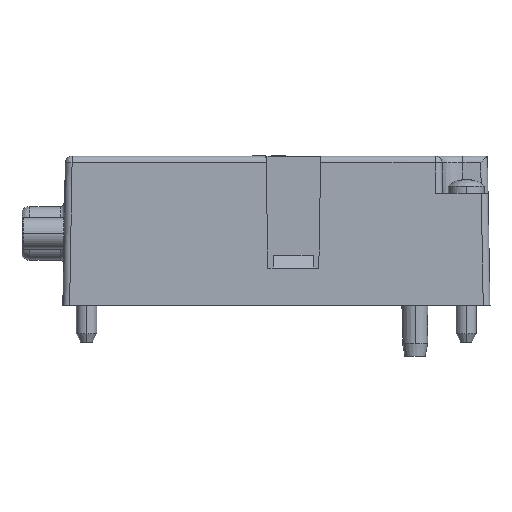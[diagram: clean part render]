
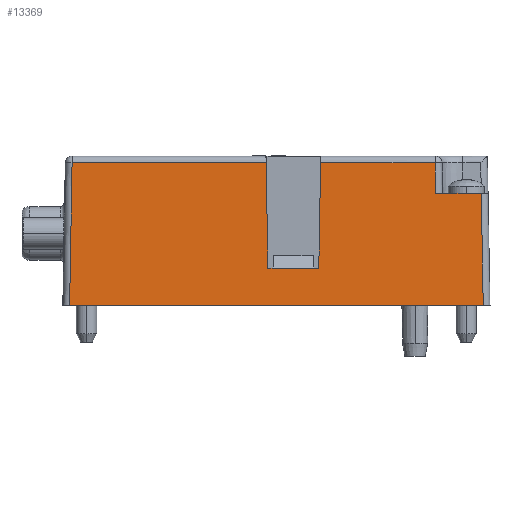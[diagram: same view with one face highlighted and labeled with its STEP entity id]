
A CAD part, left-side view. The second image highlights one B-rep face of the part: STEP entity #13369.
In plain terms, the highlighted planar face has unit normal (-1, 0, 0.018).
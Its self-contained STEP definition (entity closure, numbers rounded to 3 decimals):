
#13369=ADVANCED_FACE('',(#20932),#20933,.T.);
#20932=FACE_OUTER_BOUND('',#27454,.T.);
#20933=PLANE('',#27455);
#27454=EDGE_LOOP('',(#40267,#40268,#40269,#40270,#40271,#40272,#40273,#40274,#40275,#40276));
#27455=AXIS2_PLACEMENT_3D('',#40277,#40278,#40279);
#40267=ORIENTED_EDGE('',*,*,#51728,.F.);
#40268=ORIENTED_EDGE('',*,*,#51716,.T.);
#40269=ORIENTED_EDGE('',*,*,#51863,.T.);
#40270=ORIENTED_EDGE('',*,*,#51695,.F.);
#40271=ORIENTED_EDGE('',*,*,#51739,.T.);
#40272=ORIENTED_EDGE('',*,*,#51733,.T.);
#40273=ORIENTED_EDGE('',*,*,#51724,.F.);
#40274=ORIENTED_EDGE('',*,*,#51864,.T.);
#40275=ORIENTED_EDGE('',*,*,#51865,.F.);
#40276=ORIENTED_EDGE('',*,*,#51860,.F.);
#40277=CARTESIAN_POINT('',(0.0,64.3,7.5));
#40278=DIRECTION('',(-1.,0.0,0.017));
#40279=DIRECTION('',(-0.017,0.0,-1.));
#51695=EDGE_CURVE('',#59626,#59628,#59629,.T.);
#51716=EDGE_CURVE('',#59658,#59659,#59660,.T.);
#51724=EDGE_CURVE('',#59670,#59671,#59672,.T.);
#51728=EDGE_CURVE('',#59658,#59676,#59677,.T.);
#51733=EDGE_CURVE('',#59682,#59671,#59683,.T.);
#51739=EDGE_CURVE('',#59626,#59682,#59690,.T.);
#51860=EDGE_CURVE('',#59676,#59845,#59846,.T.);
#51863=EDGE_CURVE('',#59659,#59628,#59849,.T.);
#51864=EDGE_CURVE('',#59670,#59850,#59851,.T.);
#51865=EDGE_CURVE('',#59845,#59850,#59852,.T.);
#59626=VERTEX_POINT('',#71107);
#59628=VERTEX_POINT('',#71109);
#59629=LINE('',#71110,#71111);
#59658=VERTEX_POINT('',#71148);
#59659=VERTEX_POINT('',#71149);
#59660=LINE('',#71150,#71151);
#59670=VERTEX_POINT('',#71162);
#59671=VERTEX_POINT('',#71163);
#59672=LINE('',#71164,#71165);
#59676=VERTEX_POINT('',#71169);
#59677=LINE('',#71170,#71171);
#59682=VERTEX_POINT('',#71176);
#59683=LINE('',#71177,#71178);
#59690=LINE('',#71186,#71187);
#59845=VERTEX_POINT('',#71408);
#59846=LINE('',#71409,#71410);
#59849=LINE('',#71414,#71415);
#59850=VERTEX_POINT('',#71416);
#59851=LINE('',#71417,#71418);
#59852=LINE('',#71419,#71420);
#71107=CARTESIAN_POINT('',(0.288,1.288,24.0));
#71109=CARTESIAN_POINT('',(0.,1.,7.5));
#71110=CARTESIAN_POINT('',(0.288,1.288,24.0));
#71111=VECTOR('',#82020,1.0);
#71148=CARTESIAN_POINT('',(0.367,61.633,28.517));
#71149=CARTESIAN_POINT('',(0.,62.,7.5));
#71150=CARTESIAN_POINT('',(0.367,61.633,28.517));
#71151=VECTOR('',#82047,1.0);
#71162=CARTESIAN_POINT('',(0.367,24.979,28.517));
#71163=CARTESIAN_POINT('',(0.367,8.079,28.517));
#71164=CARTESIAN_POINT('',(0.367,24.979,28.517));
#71165=VECTOR('',#82061,1.0);
#71169=CARTESIAN_POINT('',(0.367,33.021,28.517));
#71170=CARTESIAN_POINT('',(0.367,61.633,28.517));
#71171=VECTOR('',#82068,1.0);
#71176=CARTESIAN_POINT('',(0.288,8.,24.0));
#71177=CARTESIAN_POINT('',(0.288,8.,24.0));
#71178=VECTOR('',#82075,1.0);
#71186=CARTESIAN_POINT('',(0.288,1.288,24.0));
#71187=VECTOR('',#82086,1.0);
#71408=CARTESIAN_POINT('',(0.096,32.75,13.0));
#71409=CARTESIAN_POINT('',(0.367,33.021,28.517));
#71410=VECTOR('',#82204,1.0);
#71414=CARTESIAN_POINT('',(0.0,62.,7.5));
#71415=VECTOR('',#82206,1.0);
#71416=CARTESIAN_POINT('',(0.096,25.25,13.0));
#71417=CARTESIAN_POINT('',(0.367,24.979,28.517));
#71418=VECTOR('',#82207,1.0);
#71419=CARTESIAN_POINT('',(0.096,32.259,13.0));
#71420=VECTOR('',#82208,1.0);
#82020=DIRECTION('',(-0.017,-0.017,-1.));
#82047=DIRECTION('',(-0.017,0.017,-1.));
#82061=DIRECTION('',(0.0,-1.0,0.0));
#82068=DIRECTION('',(0.0,-1.0,0.0));
#82075=DIRECTION('',(0.017,0.017,1.));
#82086=DIRECTION('',(0.0,1.0,0.0));
#82204=DIRECTION('',(-0.017,-0.017,-1.));
#82206=DIRECTION('',(0.0,-1.0,0.0));
#82207=DIRECTION('',(-0.017,0.017,-1.));
#82208=DIRECTION('',(0.0,-1.0,0.0));
